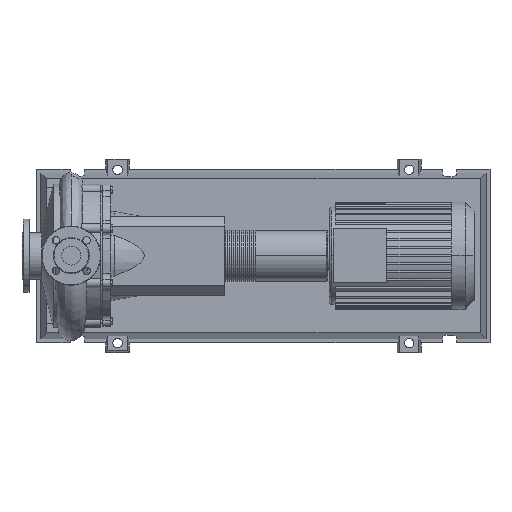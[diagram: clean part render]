
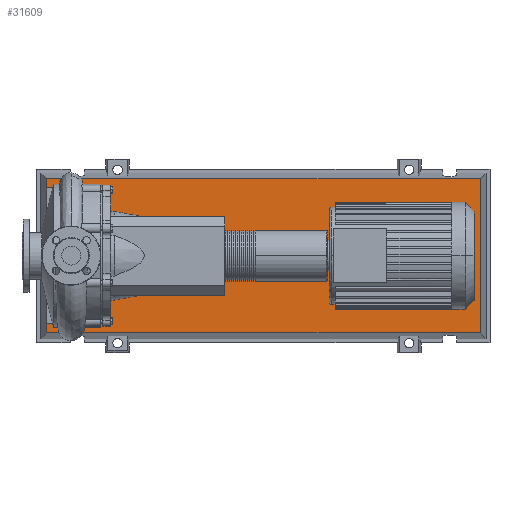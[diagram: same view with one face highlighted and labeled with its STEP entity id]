
A CAD part, top view. The second image highlights one B-rep face of the part: STEP entity #31609.
In plain terms, the highlighted planar face has unit normal (0, 0, 1).
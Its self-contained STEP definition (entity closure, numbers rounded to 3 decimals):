
#31290=CARTESIAN_POINT('',(1037.971,-195.471,103.0));
#31291=VERTEX_POINT('',#31290);
#31298=CARTESIAN_POINT('',(-62.971,-195.471,103.0));
#31299=VERTEX_POINT('',#31298);
#31300=CARTESIAN_POINT('',(1037.971,-195.471,103.0));
#31301=DIRECTION('',(-1.0,0.0,0.0));
#31302=VECTOR('',#31301,1100.941);
#31303=LINE('',#31300,#31302);
#31304=EDGE_CURVE('',#31291,#31299,#31303,.T.);
#31522=CARTESIAN_POINT('',(1037.971,195.471,103.0));
#31523=VERTEX_POINT('',#31522);
#31524=CARTESIAN_POINT('',(1037.971,195.471,103.0));
#31525=DIRECTION('',(0.0,-1.0,0.0));
#31526=VECTOR('',#31525,390.941);
#31527=LINE('',#31524,#31526);
#31528=EDGE_CURVE('',#31523,#31291,#31527,.T.);
#31546=CARTESIAN_POINT('',(-62.971,195.471,103.0));
#31547=VERTEX_POINT('',#31546);
#31548=CARTESIAN_POINT('',(-62.971,-195.471,103.0));
#31549=DIRECTION('',(0.0,1.0,0.0));
#31550=VECTOR('',#31549,390.941);
#31551=LINE('',#31548,#31550);
#31552=EDGE_CURVE('',#31299,#31547,#31551,.T.);
#31585=CARTESIAN_POINT('',(-62.971,195.471,103.0));
#31586=DIRECTION('',(1.0,0.0,0.0));
#31587=VECTOR('',#31586,1100.941);
#31588=LINE('',#31585,#31587);
#31589=EDGE_CURVE('',#31547,#31523,#31588,.T.);
#31598=CARTESIAN_POINT('',(487.5,0.,103.0));
#31599=DIRECTION('',(0.0,0.0,1.0));
#31600=DIRECTION('',(1.0,0.0,0.0));
#31601=AXIS2_PLACEMENT_3D('',#31598,#31599,#31600);
#31602=PLANE('',#31601);
#31603=ORIENTED_EDGE('',*,*,#31528,.F.);
#31604=ORIENTED_EDGE('',*,*,#31589,.F.);
#31605=ORIENTED_EDGE('',*,*,#31552,.F.);
#31606=ORIENTED_EDGE('',*,*,#31304,.F.);
#31607=EDGE_LOOP('',(#31603,#31604,#31605,#31606));
#31608=FACE_OUTER_BOUND('',#31607,.T.);
#31609=ADVANCED_FACE('',(#31608),#31602,.T.);
